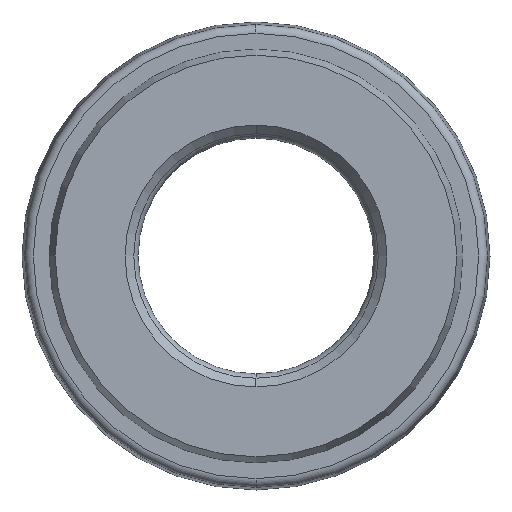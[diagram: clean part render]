
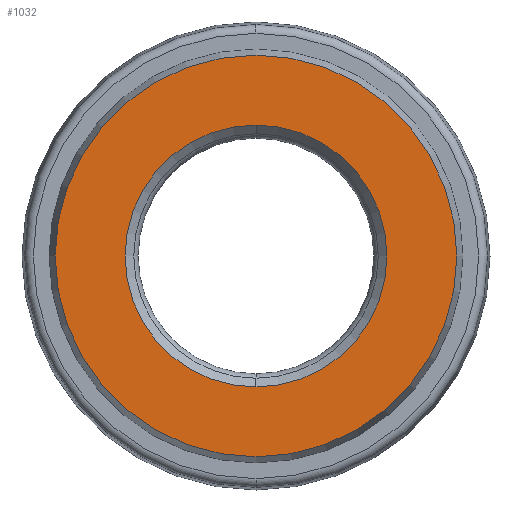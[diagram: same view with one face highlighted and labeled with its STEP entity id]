
A CAD part, left-side view. The second image highlights one B-rep face of the part: STEP entity #1032.
In plain terms, the highlighted planar face has unit normal (-1, 0, 0).
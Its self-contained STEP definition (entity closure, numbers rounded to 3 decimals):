
#88 = CARTESIAN_POINT ( 'NONE',  ( 0., 0., 0. ) ) ;
#89 = DIRECTION ( 'NONE',  ( 0., 0., 1. ) ) ;
#90 = DIRECTION ( 'NONE',  ( -1., 0., 0. ) ) ;
#136 = CARTESIAN_POINT ( 'NONE',  ( 0., 0., 0. ) ) ;
#139 = DIRECTION ( 'NONE',  ( 1., 0., 0. ) ) ;
#140 = DIRECTION ( 'NONE',  ( 0., 0., -1. ) ) ;
#149 = CARTESIAN_POINT ( 'NONE',  ( 0., 0., 0. ) ) ;
#151 = DIRECTION ( 'NONE',  ( -1., 0., 0. ) ) ;
#152 = DIRECTION ( 'NONE',  ( 0., 0., 1. ) ) ;
#191 = EDGE_CURVE ( 'NONE', #1112, #1122, #705, .T. ) ;
#198 = AXIS2_PLACEMENT_3D ( 'NONE', #136, #139, #140 ) ;
#214 = AXIS2_PLACEMENT_3D ( 'NONE', #88, #90, #89 ) ;
#218 = AXIS2_PLACEMENT_3D ( 'NONE', #149, #151, #152 ) ;
#224 = EDGE_CURVE ( 'NONE', #1109, #1123, #738, .T. ) ;
#232 = EDGE_CURVE ( 'NONE', #1123, #1109, #685, .T. ) ;
#259 = AXIS2_PLACEMENT_3D ( 'NONE', #465, #469, #1020 ) ;
#271 = AXIS2_PLACEMENT_3D ( 'NONE', #965, #954, #959 ) ;
#441 = EDGE_CURVE ( 'NONE', #1122, #1112, #703, .T. ) ;
#465 = CARTESIAN_POINT ( 'NONE',  ( 0., 0., 0. ) ) ;
#469 = DIRECTION ( 'NONE',  ( 1., 0., 0. ) ) ;
#506 = CARTESIAN_POINT ( 'NONE',  ( 0., 0., -7.5 ) ) ;
#516 = CARTESIAN_POINT ( 'NONE',  ( 0., 0., 11.5 ) ) ;
#542 = CARTESIAN_POINT ( 'NONE',  ( 0., 0., -11.5 ) ) ;
#551 = CARTESIAN_POINT ( 'NONE',  ( 0., 0., 7.5 ) ) ;
#586 = ORIENTED_EDGE ( 'NONE', *, *, #441, .T. ) ;
#600 = ORIENTED_EDGE ( 'NONE', *, *, #224, .T. ) ;
#633 = ORIENTED_EDGE ( 'NONE', *, *, #191, .T. ) ;
#640 = EDGE_LOOP ( 'NONE', ( #586, #633 ) ) ;
#678 = ORIENTED_EDGE ( 'NONE', *, *, #232, .T. ) ;
#685 = CIRCLE ( 'NONE', #218, 11.5 ) ;
#703 = CIRCLE ( 'NONE', #259, 7.5 ) ;
#705 = CIRCLE ( 'NONE', #198, 7.5 ) ;
#738 = CIRCLE ( 'NONE', #214, 11.5 ) ;
#763 = FACE_BOUND ( 'NONE', #640, .T. ) ;
#777 = FACE_OUTER_BOUND ( 'NONE', #827, .T. ) ;
#827 = EDGE_LOOP ( 'NONE', ( #600, #678 ) ) ;
#953 = PLANE ( 'NONE',  #271 ) ;
#954 = DIRECTION ( 'NONE',  ( 1., 0., 0. ) ) ;
#959 = DIRECTION ( 'NONE',  ( 0., 0., -1. ) ) ;
#965 = CARTESIAN_POINT ( 'NONE',  ( 0., 7., 0. ) ) ;
#1020 = DIRECTION ( 'NONE',  ( 0., 0., -1. ) ) ;
#1032 = ADVANCED_FACE ( 'NONE', ( #763, #777 ), #953, .F. ) ;
#1109 = VERTEX_POINT ( 'NONE', #542 ) ;
#1112 = VERTEX_POINT ( 'NONE', #506 ) ;
#1122 = VERTEX_POINT ( 'NONE', #551 ) ;
#1123 = VERTEX_POINT ( 'NONE', #516 ) ;
